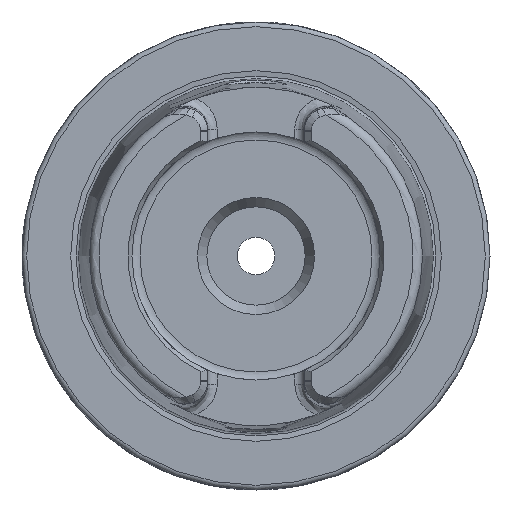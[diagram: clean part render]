
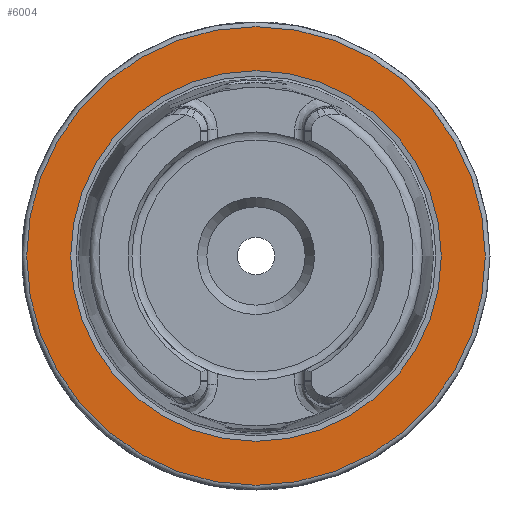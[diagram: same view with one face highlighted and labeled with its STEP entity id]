
A CAD part, left-side view. The second image highlights one B-rep face of the part: STEP entity #6004.
In plain terms, the highlighted planar face has unit normal (-1, 0, 0).
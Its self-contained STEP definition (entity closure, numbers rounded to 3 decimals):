
#179=FACE_BOUND('',#740,.T.);
#220=PLANE('',#6434);
#396=FACE_OUTER_BOUND('',#739,.T.);
#739=EDGE_LOOP('',(#4272,#4273));
#740=EDGE_LOOP('',(#4274,#4275));
#1102=CIRCLE('',#6432,49.);
#1103=CIRCLE('',#6433,49.);
#1104=CIRCLE('',#6435,39.587);
#1105=CIRCLE('',#6436,39.587);
#2473=VERTEX_POINT('',#9247);
#2474=VERTEX_POINT('',#9249);
#2475=VERTEX_POINT('',#9253);
#2476=VERTEX_POINT('',#9254);
#3163=EDGE_CURVE('',#2473,#2474,#1102,.T.);
#3164=EDGE_CURVE('',#2474,#2473,#1103,.T.);
#3165=EDGE_CURVE('',#2475,#2476,#1104,.T.);
#3166=EDGE_CURVE('',#2476,#2475,#1105,.T.);
#4272=ORIENTED_EDGE('',*,*,#3164,.F.);
#4273=ORIENTED_EDGE('',*,*,#3163,.F.);
#4274=ORIENTED_EDGE('',*,*,#3165,.T.);
#4275=ORIENTED_EDGE('',*,*,#3166,.T.);
#6004=ADVANCED_FACE('',(#396,#179),#220,.T.);
#6432=AXIS2_PLACEMENT_3D('',#9250,#7235,#7236);
#6433=AXIS2_PLACEMENT_3D('',#9251,#7237,#7238);
#6434=AXIS2_PLACEMENT_3D('',#9252,#7239,#7240);
#6435=AXIS2_PLACEMENT_3D('',#9255,#7241,#7242);
#6436=AXIS2_PLACEMENT_3D('',#9256,#7243,#7244);
#7235=DIRECTION('center_axis',(1.,0.,0.));
#7236=DIRECTION('ref_axis',(0.,0.,-1.));
#7237=DIRECTION('center_axis',(1.,0.,0.));
#7238=DIRECTION('ref_axis',(0.,0.,-1.));
#7239=DIRECTION('center_axis',(-1.,0.,0.));
#7240=DIRECTION('ref_axis',(0.,0.,1.));
#7241=DIRECTION('center_axis',(1.,0.,0.));
#7242=DIRECTION('ref_axis',(0.,0.,-1.));
#7243=DIRECTION('center_axis',(1.,0.,0.));
#7244=DIRECTION('ref_axis',(0.,0.,-1.));
#9247=CARTESIAN_POINT('',(0.,0.,49.));
#9249=CARTESIAN_POINT('',(0.,49.,0.));
#9250=CARTESIAN_POINT('Origin',(0.,0.,0.));
#9251=CARTESIAN_POINT('Origin',(0.,0.,0.));
#9252=CARTESIAN_POINT('Origin',(0.,49.,
0.));
#9253=CARTESIAN_POINT('',(0.,39.587,0.));
#9254=CARTESIAN_POINT('',(0.,-39.587,0.));
#9255=CARTESIAN_POINT('Origin',(0.,0.,0.));
#9256=CARTESIAN_POINT('Origin',(0.,0.,0.));
